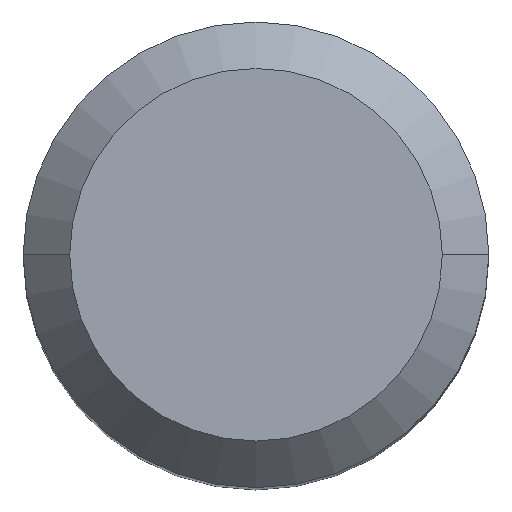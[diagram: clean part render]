
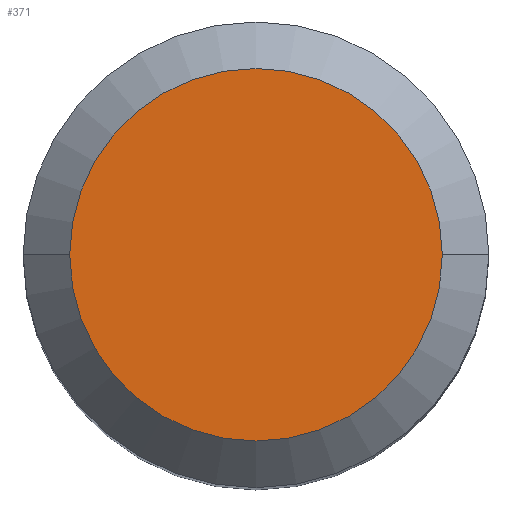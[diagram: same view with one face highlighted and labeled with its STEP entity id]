
A CAD part, top view. The second image highlights one B-rep face of the part: STEP entity #371.
In plain terms, the highlighted planar face has unit normal (0, 0, 1).
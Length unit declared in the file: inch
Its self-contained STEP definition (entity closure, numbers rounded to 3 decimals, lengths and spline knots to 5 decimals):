
#9 = DIRECTION ( 'NONE',  ( -1., 0., 0. ) ) ;
#25 = AXIS2_PLACEMENT_3D ( 'NONE', #32, #185, #333 ) ;
#32 = CARTESIAN_POINT ( 'NONE',  ( 0., 0., 0. ) ) ;
#56 = CARTESIAN_POINT ( 'NONE',  ( 0., 0., 0. ) ) ;
#82 = EDGE_CURVE ( 'NONE', #152, #131, #93, .T. ) ;
#93 = CIRCLE ( 'NONE', #210, 0.25196 ) ;
#114 = PLANE ( 'NONE',  #362 ) ;
#117 = CIRCLE ( 'NONE', #25, 0.25196 ) ;
#128 = ORIENTED_EDGE ( 'NONE', *, *, #82, .T. ) ;
#131 = VERTEX_POINT ( 'NONE', #363 ) ;
#152 = VERTEX_POINT ( 'NONE', #326 ) ;
#168 = DIRECTION ( 'NONE',  ( 1., 0., 0. ) ) ;
#185 = DIRECTION ( 'NONE',  ( 0., 0., 1. ) ) ;
#194 = ORIENTED_EDGE ( 'NONE', *, *, #344, .T. ) ;
#210 = AXIS2_PLACEMENT_3D ( 'NONE', #56, #321, #168 ) ;
#228 = CARTESIAN_POINT ( 'NONE',  ( 0., 0., 0. ) ) ;
#229 = EDGE_LOOP ( 'NONE', ( #128, #194 ) ) ;
#321 = DIRECTION ( 'NONE',  ( 0., 0., 1. ) ) ;
#326 = CARTESIAN_POINT ( 'NONE',  ( -0.25196, 0., 0. ) ) ;
#333 = DIRECTION ( 'NONE',  ( 1., 0., 0. ) ) ;
#341 = DIRECTION ( 'NONE',  ( 0., 0., -1. ) ) ;
#344 = EDGE_CURVE ( 'NONE', #131, #152, #117, .T. ) ;
#362 = AXIS2_PLACEMENT_3D ( 'NONE', #228, #341, #9 ) ;
#363 = CARTESIAN_POINT ( 'NONE',  ( 0.25196, 0., 0. ) ) ;
#371 = ADVANCED_FACE ( 'NONE', ( #449 ), #114, .F. ) ;
#449 = FACE_OUTER_BOUND ( 'NONE', #229, .T. ) ;
